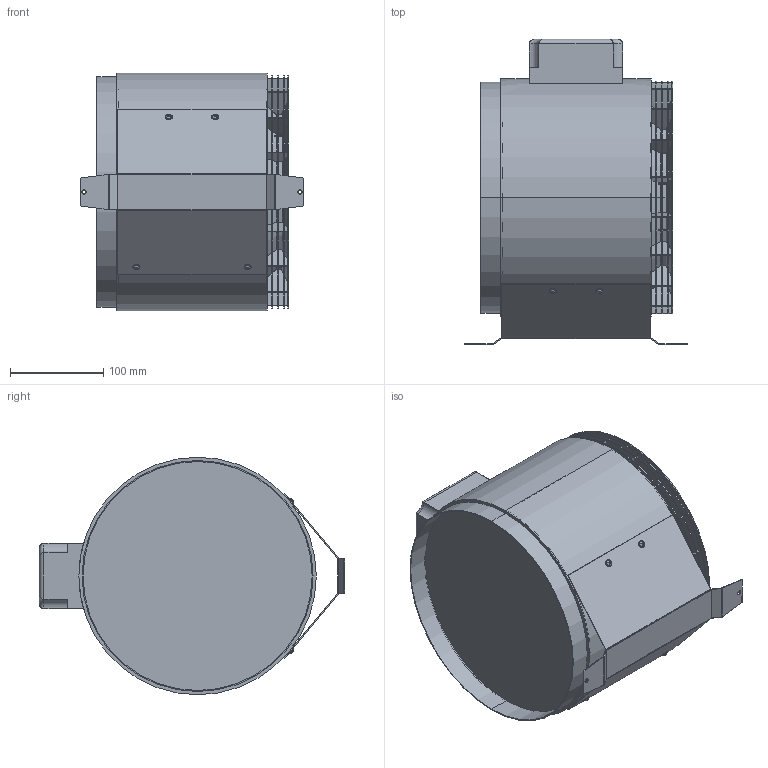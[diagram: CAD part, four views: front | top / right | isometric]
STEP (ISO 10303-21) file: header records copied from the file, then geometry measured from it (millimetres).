
FILE_DESCRIPTION (( 'STEP AP214' ), '1' );
FILE_NAME ('ERM_25.step', '2009-04-27T05:46:18', ( 'Wolfgang Schmidt' ), ( 'WS-KO' ), 'SwSTEP 2.0', 'SolidWorks 2008', '' );
FILE_SCHEMA (( 'AUTOMOTIVE_DESIGN' ));
Length unit declared in the file: millimetre
Products named in the file (1): ERM_25
Bounding box: 240 x 328 x 255 mm (x, y, z)
Surface area: 684884.3 mm2 (no closed solid volume)
Topology: 0 solids, 31 shells, 246 faces, 914 edges, 698 vertices
Faces by surface type: plane 143, cylinder 79, torus 8, cone 8, sphere 8
Entity records: 12597 total; most frequent: CARTESIAN_POINT 2192, DIRECTION 1679, ORIENTED_EDGE 1309, EDGE_CURVE 912, VERTEX_POINT 698, AXIS2_PLACEMENT_3D 573, VECTOR 533, LINE 533
